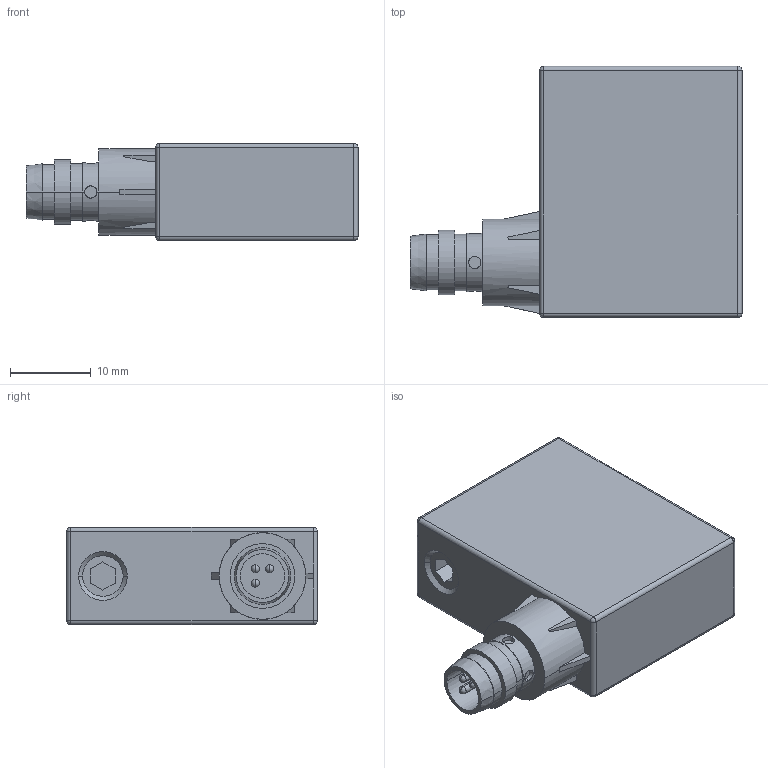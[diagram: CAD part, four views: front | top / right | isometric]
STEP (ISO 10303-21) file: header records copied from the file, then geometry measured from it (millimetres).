
FILE_DESCRIPTION((''),'2;1');
FILE_NAME('DM_CAD-2149_541373D','2015-07-28T',('Creinig-se'),(''),'PRO/ENGINEER BY PARAMETRIC TECHNOLOGY CORPORATION, 2013050','PRO/ENGINEER BY PARAMETRIC TECHNOLOGY CORPORATION, 2013050','');
FILE_SCHEMA(('CONFIG_CONTROL_DESIGN'));
Length unit declared in the file: millimetre
Products named in the file (1): DM_CAD-2149_541373D
Bounding box: 41 x 31 x 12 mm (x, y, z)
Volume: 8841.8 mm3; surface area: 4054 mm2
Topology: 1 solids, 1 shells, 115 faces, 345 edges, 267 vertices
Faces by surface type: plane 54, cylinder 41, sphere 14, cone 6
Entity records: 5295 total; most frequent: CARTESIAN_POINT 753, DIRECTION 659, ORIENTED_EDGE 530, PRESENTATION_STYLE_ASSIGNMENT 382, STYLED_ITEM 352, CURVE_STYLE 345, EDGE_CURVE 265, AXIS2_PLACEMENT_3D 228
